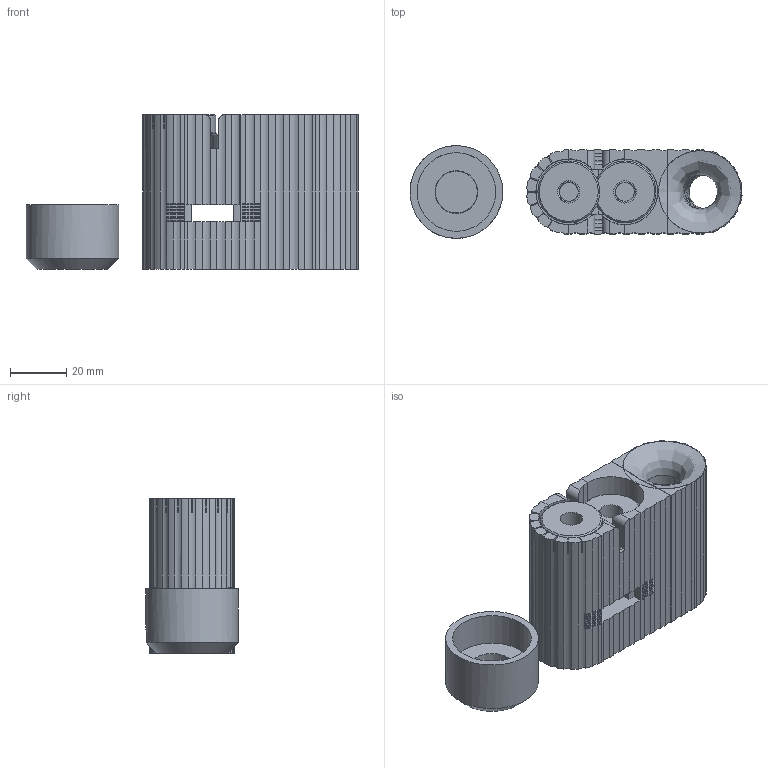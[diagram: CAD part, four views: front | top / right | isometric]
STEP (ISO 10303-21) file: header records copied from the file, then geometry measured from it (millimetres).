
FILE_DESCRIPTION(/* description */ (''),/* implementation_level */ '2;1');
FILE_NAME(/* name */ 'Bearing cutter v23.step',/* time_stamp */ '2022-06-17T12:16:51+01:00',/* author */ (''),/* organization */ (''),/* preprocessor_version */ 'ST-DEVELOPER v19',/* originating_system */ 'Autodesk Translation Framework v11.7.0.108',/* authorisation */ '');
FILE_SCHEMA (('AUTOMOTIVE_DESIGN { 1 0 10303 214 3 1 1 }'));
Length unit declared in the file: millimetre
Products named in the file (7): Bearing cutter; Cutter608; Body608; BottleHolder608 15mm; SlidingGuage608; Cap608 15mm; BottleHolder608 12mm
Assembly tree (6 placements, depth 2):
  Bearing cutter
    Cutter608
    Body608
    BottleHolder608 15mm
    SlidingGuage608
    Cap608 15mm
    BottleHolder608 12mm
Bounding box: 118.15 x 33 x 55.15 mm (x, y, z)
Volume: 133836.3 mm3; surface area: 54932.4 mm2
Topology: 8 solids, 8 shells, 713 faces, 2042 edges, 1342 vertices
Faces by surface type: plane 424, cylinder 259, cone 17, bspline 13
Full cylindrical faces by diameter (mm): 3.5 x5, 4.6 x4, 6.1 x2, 6.779 x11, 8 x2, 8.17 x5, 9 x2, 12 x2, 22 x2, 28 x1, 33 x1
Entity records: 28258 total; most frequent: CARTESIAN_POINT 9268, ORIENTED_EDGE 4080, DIRECTION 3833, EDGE_CURVE 2040, VERTEX_POINT 1342, AXIS2_PLACEMENT_3D 1293, LINE 1247, VECTOR 1247
